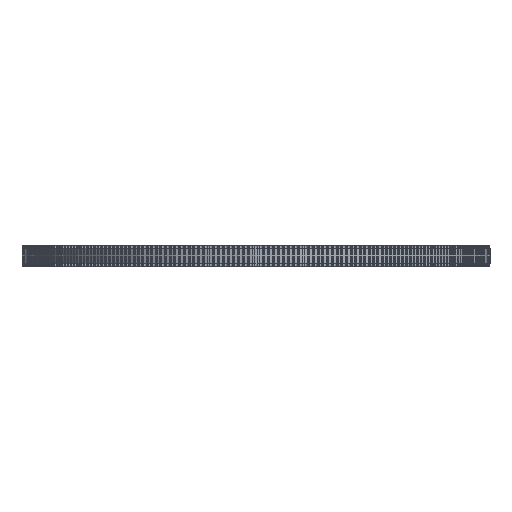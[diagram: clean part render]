
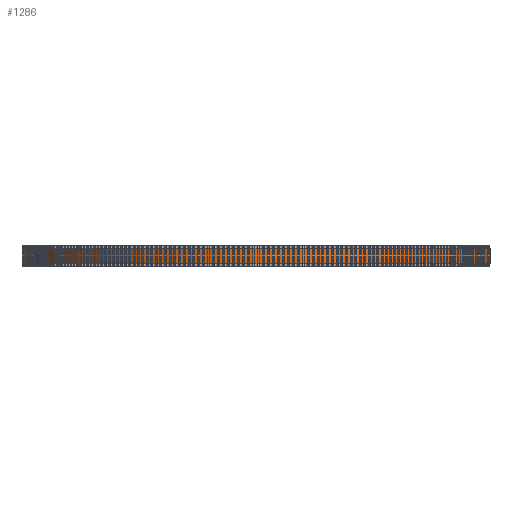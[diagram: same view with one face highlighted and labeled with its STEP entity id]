
A CAD part, front view. The second image highlights one B-rep face of the part: STEP entity #1286.
In plain terms, the highlighted cylindrical face has radius 92.628 mm (diameter 185.256 mm), a full revolution.
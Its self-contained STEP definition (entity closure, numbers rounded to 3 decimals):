
#97=FACE_BOUND('',#4784,.T.);
#98=FACE_BOUND('',#4785,.T.);
#1286=ADVANCED_FACE('',(#97,#98),#2451,.T.);
#2451=CYLINDRICAL_SURFACE('',#25751,92.628);
#4784=EDGE_LOOP('',(#14098));
#4785=EDGE_LOOP('',(#14099));
#14098=ORIENTED_EDGE('',*,*,#19922,.T.);
#14099=ORIENTED_EDGE('',*,*,#19923,.T.);
#16428=VERTEX_POINT('',#40900);
#16429=VERTEX_POINT('',#40902);
#19922=EDGE_CURVE('',#16428,#16428,#22252,.T.);
#19923=EDGE_CURVE('',#16429,#16429,#22253,.T.);
#22252=CIRCLE('',#25749,92.628);
#22253=CIRCLE('',#25750,92.628);
#25749=AXIS2_PLACEMENT_3D('',#40899,#33906,#33907);
#25750=AXIS2_PLACEMENT_3D('',#40901,#33908,#33909);
#25751=AXIS2_PLACEMENT_3D('',#40903,#33910,#33911);
#33906=DIRECTION('',(0.,0.,1.));
#33907=DIRECTION('',(1.,0.,0.));
#33908=DIRECTION('',(0.,0.,-1.));
#33909=DIRECTION('',(1.,0.,0.));
#33910=DIRECTION('',(0.,0.,1.));
#33911=DIRECTION('',(1.,0.,0.));
#40899=CARTESIAN_POINT('',(0.,0.,1.));
#40900=CARTESIAN_POINT('',(92.628,0.,1.));
#40901=CARTESIAN_POINT('',(0.,0.,7.));
#40902=CARTESIAN_POINT('',(92.628,0.,7.));
#40903=CARTESIAN_POINT('',(0.,0.,1.));
